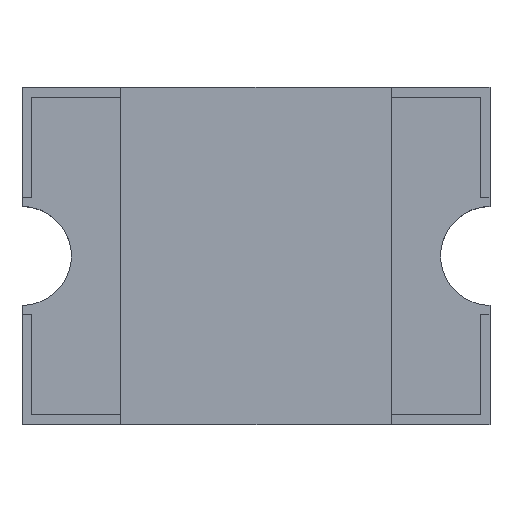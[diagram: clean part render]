
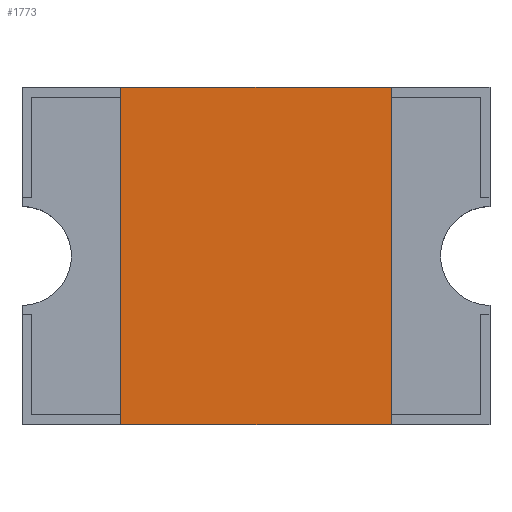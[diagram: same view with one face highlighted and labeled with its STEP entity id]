
A CAD part, top view. The second image highlights one B-rep face of the part: STEP entity #1773.
In plain terms, the highlighted planar face has unit normal (0, 0, 1).
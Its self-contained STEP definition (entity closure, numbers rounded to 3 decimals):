
#1679=CARTESIAN_POINT('',(1.365,-1.705,1.1));
#1680=VERTEX_POINT('',#1679);
#1695=CARTESIAN_POINT('',(1.365,1.705,1.1));
#1696=VERTEX_POINT('',#1695);
#1703=CARTESIAN_POINT('',(1.365,-1.705,1.1));
#1704=DIRECTION('',(0.0,1.0,0.0));
#1705=VECTOR('',#1704,3.41);
#1706=LINE('',#1703,#1705);
#1707=EDGE_CURVE('',#1680,#1696,#1706,.T.);
#1719=CARTESIAN_POINT('',(-1.365,1.705,1.1));
#1720=VERTEX_POINT('',#1719);
#1735=CARTESIAN_POINT('',(-1.365,-1.705,1.1));
#1736=VERTEX_POINT('',#1735);
#1743=CARTESIAN_POINT('',(-1.365,1.705,1.1));
#1744=DIRECTION('',(0.0,-1.0,0.0));
#1745=VECTOR('',#1744,3.41);
#1746=LINE('',#1743,#1745);
#1747=EDGE_CURVE('',#1720,#1736,#1746,.T.);
#1752=CARTESIAN_POINT('',(0.0,0.0,1.1));
#1753=DIRECTION('',(0.0,0.0,1.0));
#1754=DIRECTION('',(1.0,0.0,0.0));
#1755=AXIS2_PLACEMENT_3D('',#1752,#1753,#1754);
#1756=PLANE('',#1755);
#1757=ORIENTED_EDGE('',*,*,#1707,.T.);
#1758=CARTESIAN_POINT('',(1.365,1.705,1.1));
#1759=DIRECTION('',(-1.0,0.0,0.0));
#1760=VECTOR('',#1759,2.73);
#1761=LINE('',#1758,#1760);
#1762=EDGE_CURVE('',#1696,#1720,#1761,.T.);
#1763=ORIENTED_EDGE('',*,*,#1762,.T.);
#1764=ORIENTED_EDGE('',*,*,#1747,.T.);
#1765=CARTESIAN_POINT('',(-1.365,-1.705,1.1));
#1766=DIRECTION('',(1.0,0.0,0.0));
#1767=VECTOR('',#1766,2.73);
#1768=LINE('',#1765,#1767);
#1769=EDGE_CURVE('',#1736,#1680,#1768,.T.);
#1770=ORIENTED_EDGE('',*,*,#1769,.T.);
#1771=EDGE_LOOP('',(#1757,#1763,#1764,#1770));
#1772=FACE_OUTER_BOUND('',#1771,.T.);
#1773=ADVANCED_FACE('',(#1772),#1756,.T.);
